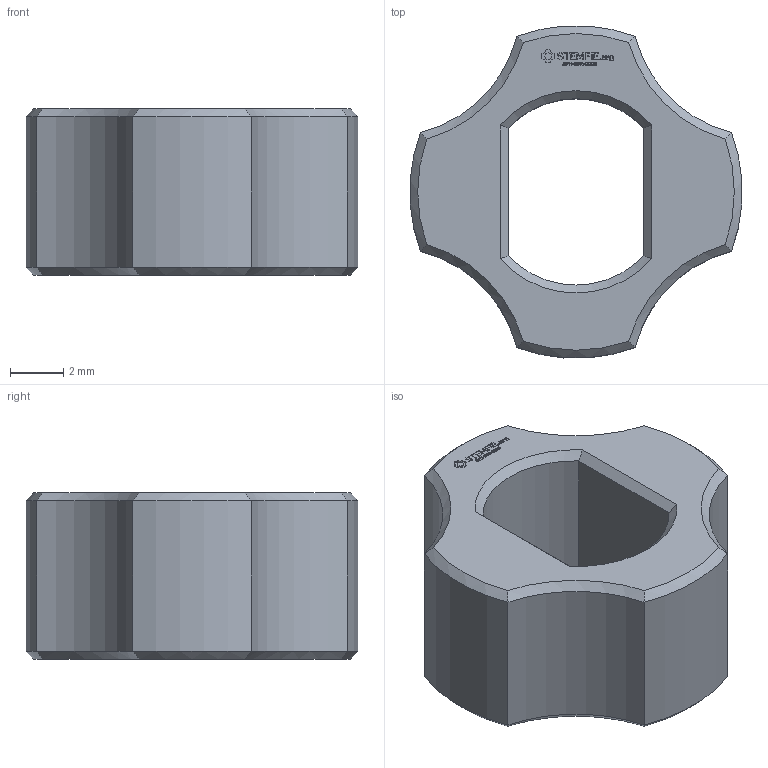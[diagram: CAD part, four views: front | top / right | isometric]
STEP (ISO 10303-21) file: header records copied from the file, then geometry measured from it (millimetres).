
FILE_DESCRIPTION(('FreeCAD Model'),'2;1');
FILE_NAME('Open CASCADE Shape Model','2024-01-01T13:24:53',(''),(''), 'Open CASCADE STEP processor 7.6','FreeCAD','Unknown');
FILE_SCHEMA(('AUTOMOTIVE_DESIGN { 1 0 10303 214 1 1 1 1 }'));
Length unit declared in the file: millimetre
Products named in the file (1): Spacer FXD BU01.00x00.50 - SPN-SPR-0005 (stemfie.org)
Bounding box: 12.47 x 12.47 x 6.25 mm (x, y, z)
Volume: 452.3 mm3; surface area: 505.4 mm2
Topology: 1 solids, 1 shells, 539 faces, 1488 edges, 984 vertices
Faces by surface type: plane 307, extrusion 202, cone 20, cylinder 10
Entity records: 36728 total; most frequent: CARTESIAN_POINT 8208, DIRECTION 4558, VECTOR 3726, LINE 3524, ORIENTED_EDGE 2976, PCURVE 2976, DEFINITIONAL_REPRESENTATION 2976, EDGE_CURVE 1488
